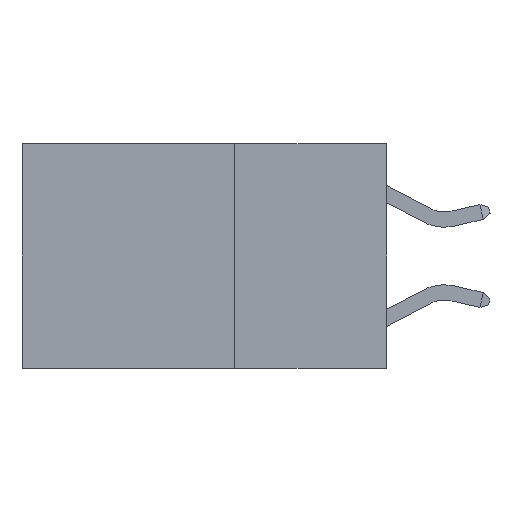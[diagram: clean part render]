
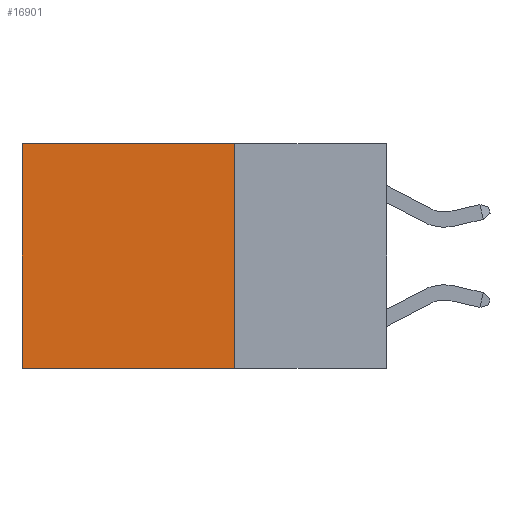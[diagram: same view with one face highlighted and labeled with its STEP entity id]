
A CAD part, left-side view. The second image highlights one B-rep face of the part: STEP entity #16901.
In plain terms, the highlighted planar face has unit normal (-1, 0, 0).
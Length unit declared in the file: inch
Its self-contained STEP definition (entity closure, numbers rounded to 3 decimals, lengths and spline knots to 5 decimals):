
#371 = CARTESIAN_POINT ( 'NONE',  ( 0.2625, 0.25, -0.37 ) ) ;
#1603 = CARTESIAN_POINT ( 'NONE',  ( 0.2625, 0.25, 0. ) ) ;
#1676 = VERTEX_POINT ( 'NONE', #4171 ) ;
#1738 = DIRECTION ( 'NONE',  ( 0., 1., 0. ) ) ;
#1956 = DIRECTION ( 'NONE',  ( 0., 1., 0. ) ) ;
#2376 = EDGE_LOOP ( 'NONE', ( #4856, #17545, #7535, #2662 ) ) ;
#2662 = ORIENTED_EDGE ( 'NONE', *, *, #4955, .T. ) ;
#3091 = VERTEX_POINT ( 'NONE', #7566 ) ;
#4171 = CARTESIAN_POINT ( 'NONE',  ( 0.2625, 0.25, 0. ) ) ;
#4384 = VECTOR ( 'NONE', #17938, 39.37008 ) ;
#4420 = VERTEX_POINT ( 'NONE', #371 ) ;
#4655 = CARTESIAN_POINT ( 'NONE',  ( 0.2625, 0.25, -0.37 ) ) ;
#4759 = EDGE_CURVE ( 'NONE', #4420, #3091, #6962, .T. ) ;
#4856 = ORIENTED_EDGE ( 'NONE', *, *, #9534, .T. ) ;
#4955 = EDGE_CURVE ( 'NONE', #1676, #13802, #7425, .T. ) ;
#5130 = AXIS2_PLACEMENT_3D ( 'NONE', #13585, #15048, #9112 ) ;
#6700 = EDGE_CURVE ( 'NONE', #1676, #4420, #15779, .T. ) ;
#6962 = LINE ( 'NONE', #4655, #14707 ) ;
#7246 = FACE_OUTER_BOUND ( 'NONE', #2376, .T. ) ;
#7425 = LINE ( 'NONE', #1603, #9880 ) ;
#7535 = ORIENTED_EDGE ( 'NONE', *, *, #6700, .F. ) ;
#7566 = CARTESIAN_POINT ( 'NONE',  ( 0.2625, 0.6, -0.37 ) ) ;
#7809 = PLANE ( 'NONE',  #5130 ) ;
#8111 = CARTESIAN_POINT ( 'NONE',  ( 0.2625, 0.6, 0. ) ) ;
#9112 = DIRECTION ( 'NONE',  ( 0., 0., -1. ) ) ;
#9534 = EDGE_CURVE ( 'NONE', #13802, #3091, #17278, .T. ) ;
#9880 = VECTOR ( 'NONE', #1738, 39.37008 ) ;
#10069 = CARTESIAN_POINT ( 'NONE',  ( 0.2625, 0.25, 0. ) ) ;
#12743 = CARTESIAN_POINT ( 'NONE',  ( 0.2625, 0.6, 0. ) ) ;
#13585 = CARTESIAN_POINT ( 'NONE',  ( 0.2625, 0.25, 0. ) ) ;
#13802 = VERTEX_POINT ( 'NONE', #8111 ) ;
#14707 = VECTOR ( 'NONE', #1956, 39.37008 ) ;
#15048 = DIRECTION ( 'NONE',  ( 1., 0., 0. ) ) ;
#15701 = VECTOR ( 'NONE', #17180, 39.37008 ) ;
#15779 = LINE ( 'NONE', #10069, #4384 ) ;
#16901 = ADVANCED_FACE ( 'NONE', ( #7246 ), #7809, .F. ) ;
#17180 = DIRECTION ( 'NONE',  ( 0., 0., -1. ) ) ;
#17278 = LINE ( 'NONE', #12743, #15701 ) ;
#17545 = ORIENTED_EDGE ( 'NONE', *, *, #4759, .F. ) ;
#17938 = DIRECTION ( 'NONE',  ( 0., 0., -1. ) ) ;
